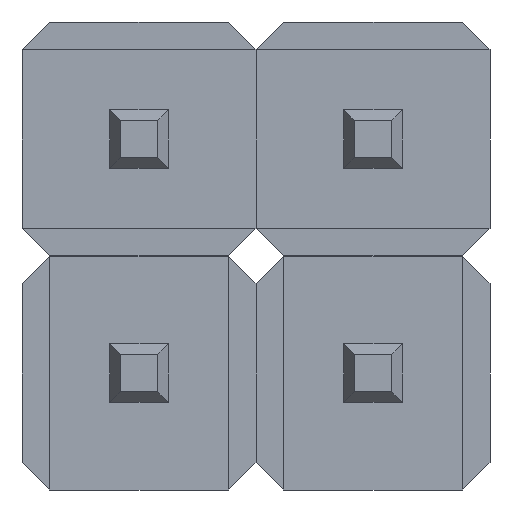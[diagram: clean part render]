
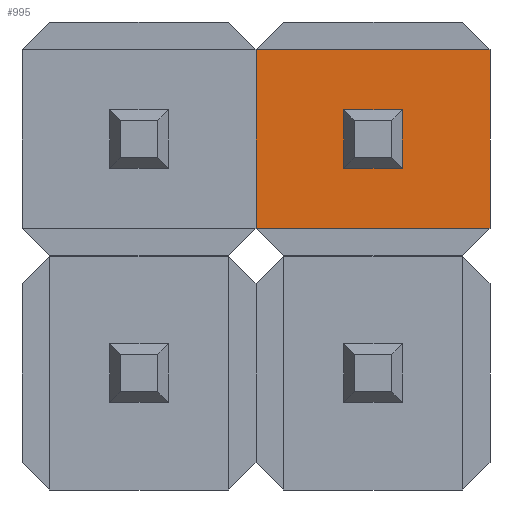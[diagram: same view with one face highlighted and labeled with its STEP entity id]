
A CAD part, front view. The second image highlights one B-rep face of the part: STEP entity #995.
In plain terms, the highlighted planar face has unit normal (0, -1, 0).
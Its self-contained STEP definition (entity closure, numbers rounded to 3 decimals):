
#44 = LINE ( 'NONE', #837, #1097 ) ;
#48 = CARTESIAN_POINT ( 'NONE',  ( -0.32, 0.34, -0.32 ) ) ;
#53 = VECTOR ( 'NONE', #527, 1000. ) ;
#95 = ORIENTED_EDGE ( 'NONE', *, *, #744, .T. ) ;
#111 = ORIENTED_EDGE ( 'NONE', *, *, #971, .T. ) ;
#117 = CARTESIAN_POINT ( 'NONE',  ( 0.32, 0.34, -0.32 ) ) ;
#130 = LINE ( 'NONE', #746, #296 ) ;
#136 = DIRECTION ( 'NONE',  ( -1., 0., 0. ) ) ;
#143 = PLANE ( 'NONE',  #298 ) ;
#156 = VERTEX_POINT ( 'NONE', #751 ) ;
#170 = ORIENTED_EDGE ( 'NONE', *, *, #230, .T. ) ;
#171 = DIRECTION ( 'NONE',  ( 0., 0., -1. ) ) ;
#185 = CARTESIAN_POINT ( 'NONE',  ( -0.32, 0.34, 0.32 ) ) ;
#194 = DIRECTION ( 'NONE',  ( 0., -1., 0. ) ) ;
#230 = EDGE_CURVE ( 'NONE', #432, #575, #564, .T. ) ;
#242 = DIRECTION ( 'NONE',  ( 1., 0., 0. ) ) ;
#296 = VECTOR ( 'NONE', #136, 1000. ) ;
#298 = AXIS2_PLACEMENT_3D ( 'NONE', #1012, #194, #509 ) ;
#312 = DIRECTION ( 'NONE',  ( 0., 0., -1. ) ) ;
#330 = CARTESIAN_POINT ( 'NONE',  ( 1.271, 0.34, -0.97 ) ) ;
#334 = EDGE_LOOP ( 'NONE', ( #642, #111, #170, #730 ) ) ;
#350 = CARTESIAN_POINT ( 'NONE',  ( 0.32, 0.34, 0.32 ) ) ;
#354 = EDGE_CURVE ( 'NONE', #575, #553, #1147, .T. ) ;
#365 = EDGE_LOOP ( 'NONE', ( #95, #1049, #1035, #685 ) ) ;
#370 = CARTESIAN_POINT ( 'NONE',  ( 1.27, 0.34, 0.97 ) ) ;
#414 = LINE ( 'NONE', #330, #805 ) ;
#418 = VERTEX_POINT ( 'NONE', #538 ) ;
#420 = CARTESIAN_POINT ( 'NONE',  ( -1.27, 0.34, -1.27 ) ) ;
#430 = LINE ( 'NONE', #1174, #660 ) ;
#432 = VERTEX_POINT ( 'NONE', #370 ) ;
#451 = VERTEX_POINT ( 'NONE', #117 ) ;
#489 = FACE_OUTER_BOUND ( 'NONE', #334, .T. ) ;
#509 = DIRECTION ( 'NONE',  ( 0., 0., -1. ) ) ;
#514 = CARTESIAN_POINT ( 'NONE',  ( -1.27, 0.34, 0.97 ) ) ;
#527 = DIRECTION ( 'NONE',  ( 1., 0., 0. ) ) ;
#534 = LINE ( 'NONE', #185, #53 ) ;
#538 = CARTESIAN_POINT ( 'NONE',  ( -0.32, 0.34, 0.32 ) ) ;
#546 = VECTOR ( 'NONE', #592, 1000. ) ;
#553 = VERTEX_POINT ( 'NONE', #585 ) ;
#564 = LINE ( 'NONE', #957, #1135 ) ;
#575 = VERTEX_POINT ( 'NONE', #514 ) ;
#585 = CARTESIAN_POINT ( 'NONE',  ( -1.27, 0.34, -0.97 ) ) ;
#592 = DIRECTION ( 'NONE',  ( 0., 0., 1. ) ) ;
#613 = VECTOR ( 'NONE', #171, 1000. ) ;
#616 = EDGE_CURVE ( 'NONE', #553, #156, #414, .T. ) ;
#642 = ORIENTED_EDGE ( 'NONE', *, *, #616, .T. ) ;
#660 = VECTOR ( 'NONE', #721, 1000. ) ;
#672 = DIRECTION ( 'NONE',  ( -1., 0., 0. ) ) ;
#675 = LINE ( 'NONE', #1132, #546 ) ;
#685 = ORIENTED_EDGE ( 'NONE', *, *, #801, .T. ) ;
#687 = FACE_BOUND ( 'NONE', #365, .T. ) ;
#721 = DIRECTION ( 'NONE',  ( 0., 0., 1. ) ) ;
#730 = ORIENTED_EDGE ( 'NONE', *, *, #354, .T. ) ;
#744 = EDGE_CURVE ( 'NONE', #451, #993, #130, .T. ) ;
#746 = CARTESIAN_POINT ( 'NONE',  ( -0.32, 0.34, -0.32 ) ) ;
#751 = CARTESIAN_POINT ( 'NONE',  ( 1.27, 0.34, -0.97 ) ) ;
#788 = EDGE_CURVE ( 'NONE', #993, #418, #675, .T. ) ;
#801 = EDGE_CURVE ( 'NONE', #954, #451, #44, .T. ) ;
#805 = VECTOR ( 'NONE', #242, 1000. ) ;
#837 = CARTESIAN_POINT ( 'NONE',  ( 0.32, 0.34, -0.32 ) ) ;
#954 = VERTEX_POINT ( 'NONE', #350 ) ;
#957 = CARTESIAN_POINT ( 'NONE',  ( 1.271, 0.34, 0.97 ) ) ;
#971 = EDGE_CURVE ( 'NONE', #156, #432, #430, .T. ) ;
#993 = VERTEX_POINT ( 'NONE', #48 ) ;
#995 = ADVANCED_FACE ( 'NONE', ( #489, #687 ), #143, .T. ) ;
#1012 = CARTESIAN_POINT ( 'NONE',  ( 1.271, 0.34, 0.97 ) ) ;
#1035 = ORIENTED_EDGE ( 'NONE', *, *, #1159, .T. ) ;
#1049 = ORIENTED_EDGE ( 'NONE', *, *, #788, .T. ) ;
#1097 = VECTOR ( 'NONE', #312, 1000. ) ;
#1132 = CARTESIAN_POINT ( 'NONE',  ( -0.32, 0.34, 0.97 ) ) ;
#1135 = VECTOR ( 'NONE', #672, 1000. ) ;
#1147 = LINE ( 'NONE', #420, #613 ) ;
#1159 = EDGE_CURVE ( 'NONE', #418, #954, #534, .T. ) ;
#1174 = CARTESIAN_POINT ( 'NONE',  ( 1.27, 0.34, -1.27 ) ) ;
